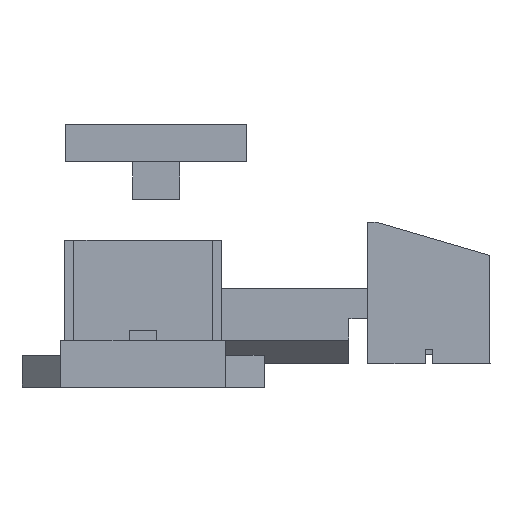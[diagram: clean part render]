
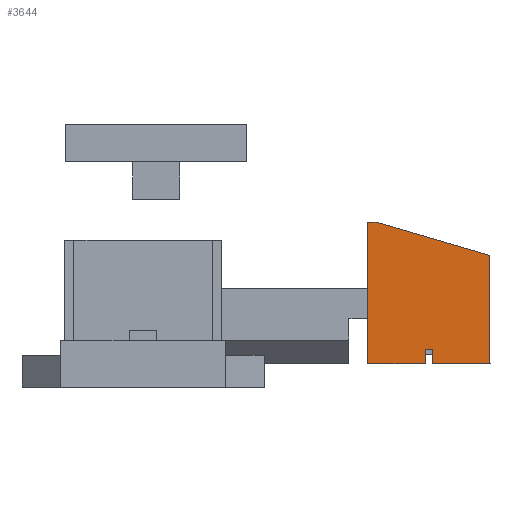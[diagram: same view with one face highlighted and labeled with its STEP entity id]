
A CAD part, front view. The second image highlights one B-rep face of the part: STEP entity #3644.
In plain terms, the highlighted planar face has unit normal (0, -1, 0).
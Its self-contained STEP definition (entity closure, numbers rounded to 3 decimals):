
#128=PLANE('',#3877);
#302=FACE_OUTER_BOUND('',#495,.T.);
#495=EDGE_LOOP('',(#3091,#3092,#3093,#3094,#3095,#3096,#3097,#3098,#3099));
#807=LINE('',#5417,#1273);
#871=LINE('',#5591,#1337);
#890=LINE('',#5644,#1356);
#894=LINE('',#5658,#1360);
#895=LINE('',#5660,#1361);
#896=LINE('',#5661,#1362);
#897=LINE('',#5663,#1363);
#898=LINE('',#5665,#1364);
#899=LINE('',#5666,#1365);
#1273=VECTOR('',#4373,10.);
#1337=VECTOR('',#4525,10.);
#1356=VECTOR('',#4582,10.);
#1360=VECTOR('',#4598,10.);
#1361=VECTOR('',#4599,10.);
#1362=VECTOR('',#4600,10.);
#1363=VECTOR('',#4601,10.);
#1364=VECTOR('',#4602,10.);
#1365=VECTOR('',#4603,10.);
#1740=VERTEX_POINT('',#5414);
#1741=VERTEX_POINT('',#5416);
#1807=VERTEX_POINT('',#5589);
#1821=VERTEX_POINT('',#5641);
#1822=VERTEX_POINT('',#5643);
#1826=VERTEX_POINT('',#5657);
#1827=VERTEX_POINT('',#5659);
#1828=VERTEX_POINT('',#5662);
#1829=VERTEX_POINT('',#5664);
#2161=EDGE_CURVE('',#1740,#1741,#807,.T.);
#2246=EDGE_CURVE('',#1740,#1807,#871,.T.);
#2275=EDGE_CURVE('',#1822,#1821,#890,.T.);
#2282=EDGE_CURVE('',#1807,#1826,#894,.T.);
#2283=EDGE_CURVE('',#1826,#1827,#895,.T.);
#2284=EDGE_CURVE('',#1827,#1822,#896,.T.);
#2285=EDGE_CURVE('',#1821,#1828,#897,.T.);
#2286=EDGE_CURVE('',#1828,#1829,#898,.T.);
#2287=EDGE_CURVE('',#1829,#1741,#899,.T.);
#3091=ORIENTED_EDGE('',*,*,#2282,.T.);
#3092=ORIENTED_EDGE('',*,*,#2283,.T.);
#3093=ORIENTED_EDGE('',*,*,#2284,.T.);
#3094=ORIENTED_EDGE('',*,*,#2275,.T.);
#3095=ORIENTED_EDGE('',*,*,#2285,.T.);
#3096=ORIENTED_EDGE('',*,*,#2286,.T.);
#3097=ORIENTED_EDGE('',*,*,#2287,.T.);
#3098=ORIENTED_EDGE('',*,*,#2161,.F.);
#3099=ORIENTED_EDGE('',*,*,#2246,.T.);
#3644=ADVANCED_FACE('',(#302),#128,.T.);
#3877=AXIS2_PLACEMENT_3D('',#5656,#4596,#4597);
#4373=DIRECTION('',(0.,0.,1.));
#4525=DIRECTION('',(1.,0.,0.));
#4582=DIRECTION('',(1.,0.,0.));
#4596=DIRECTION('center_axis',(0.,-1.,0.));
#4597=DIRECTION('ref_axis',(1.,0.,0.));
#4598=DIRECTION('',(0.,0.,1.));
#4599=DIRECTION('',(1.,0.,0.));
#4600=DIRECTION('',(0.,0.,-1.));
#4601=DIRECTION('',(0.,0.,1.));
#4602=DIRECTION('',(-0.96,0.,0.28));
#4603=DIRECTION('',(-1.,0.,0.));
#5414=CARTESIAN_POINT('',(-150.,109.,0.));
#5416=CARTESIAN_POINT('',(-150.,109.,30.));
#5417=CARTESIAN_POINT('',(-150.,109.,0.));
#5589=CARTESIAN_POINT('',(-137.75,109.,0.));
#5591=CARTESIAN_POINT('',(-150.,109.,0.));
#5641=CARTESIAN_POINT('',(-124.,109.,0.));
#5643=CARTESIAN_POINT('',(-136.25,109.,0.));
#5644=CARTESIAN_POINT('',(-150.,109.,0.));
#5656=CARTESIAN_POINT('Origin',(-150.,109.,0.));
#5657=CARTESIAN_POINT('',(-137.75,109.,3.));
#5658=CARTESIAN_POINT('',(-137.75,109.,0.));
#5659=CARTESIAN_POINT('',(-136.25,109.,3.));
#5660=CARTESIAN_POINT('',(-143.5,109.,3.));
#5661=CARTESIAN_POINT('',(-136.25,109.,0.));
#5662=CARTESIAN_POINT('',(-124.,109.,23.));
#5663=CARTESIAN_POINT('',(-124.,109.,0.));
#5664=CARTESIAN_POINT('',(-148.,109.,30.));
#5665=CARTESIAN_POINT('',(-148.,109.,30.));
#5666=CARTESIAN_POINT('',(-150.,109.,30.));
